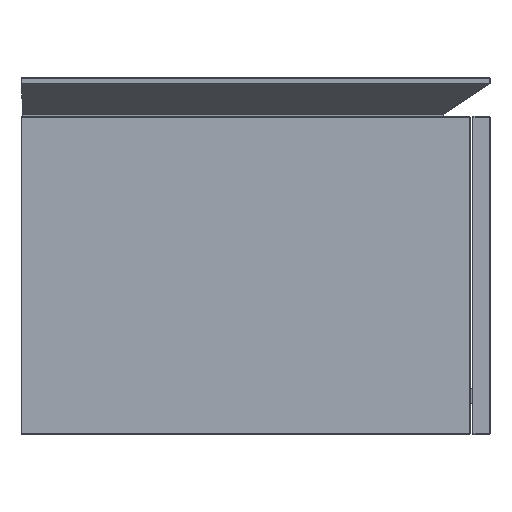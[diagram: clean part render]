
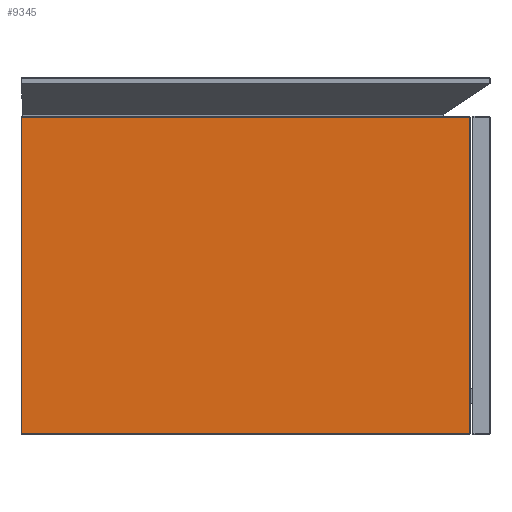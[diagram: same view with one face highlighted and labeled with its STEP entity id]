
A CAD part, left-side view. The second image highlights one B-rep face of the part: STEP entity #9345.
In plain terms, the highlighted planar face has unit normal (-1, 0, 0).
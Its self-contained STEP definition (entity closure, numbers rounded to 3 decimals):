
#9250=CARTESIAN_POINT('',(-225.647,13713.419,-0.8));
#9251=VERTEX_POINT('',#9250);
#9258=CARTESIAN_POINT('',(-225.647,13235.219,-0.8));
#9259=VERTEX_POINT('',#9258);
#9260=CARTESIAN_POINT('',(-225.647,13713.419,-0.8));
#9261=DIRECTION('',(0.0,-1.0,0.0));
#9262=VECTOR('',#9261,478.2);
#9263=LINE('',#9260,#9262);
#9264=EDGE_CURVE('',#9251,#9259,#9263,.T.);
#9281=CARTESIAN_POINT('',(-225.647,13235.219,-339.2));
#9282=VERTEX_POINT('',#9281);
#9283=CARTESIAN_POINT('',(-225.647,13235.219,-0.8));
#9284=DIRECTION('',(0.0,0.0,-1.0));
#9285=VECTOR('',#9284,338.4);
#9286=LINE('',#9283,#9285);
#9287=EDGE_CURVE('',#9259,#9282,#9286,.T.);
#9322=CARTESIAN_POINT('',(-225.647,13474.319,-0.799));
#9323=DIRECTION('',(-1.0,0.0,0.0));
#9324=DIRECTION('',(0.0,0.0,1.0));
#9325=AXIS2_PLACEMENT_3D('',#9322,#9323,#9324);
#9326=PLANE('',#9325);
#9327=ORIENTED_EDGE('',*,*,#9264,.F.);
#9328=CARTESIAN_POINT('',(-225.647,13713.419,-339.2));
#9329=VERTEX_POINT('',#9328);
#9330=CARTESIAN_POINT('',(-225.647,13713.419,-339.2));
#9331=DIRECTION('',(0.0,0.0,1.0));
#9332=VECTOR('',#9331,338.4);
#9333=LINE('',#9330,#9332);
#9334=EDGE_CURVE('',#9329,#9251,#9333,.T.);
#9335=ORIENTED_EDGE('',*,*,#9334,.F.);
#9336=CARTESIAN_POINT('',(-225.647,13235.219,-339.2));
#9337=DIRECTION('',(0.0,1.0,0.0));
#9338=VECTOR('',#9337,478.2);
#9339=LINE('',#9336,#9338);
#9340=EDGE_CURVE('',#9282,#9329,#9339,.T.);
#9341=ORIENTED_EDGE('',*,*,#9340,.F.);
#9342=ORIENTED_EDGE('',*,*,#9287,.F.);
#9343=EDGE_LOOP('',(#9327,#9335,#9341,#9342));
#9344=FACE_OUTER_BOUND('',#9343,.T.);
#9345=ADVANCED_FACE('',(#9344),#9326,.T.);
